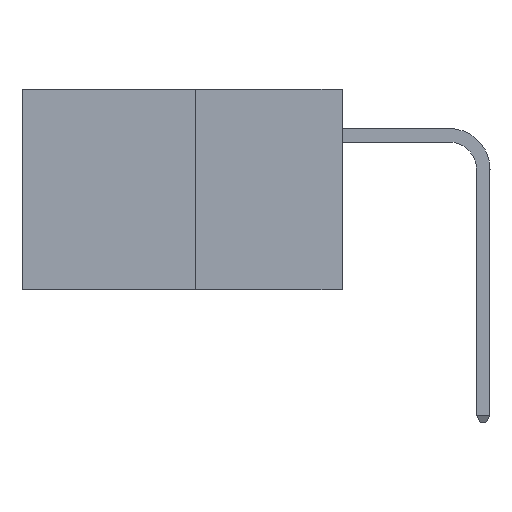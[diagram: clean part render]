
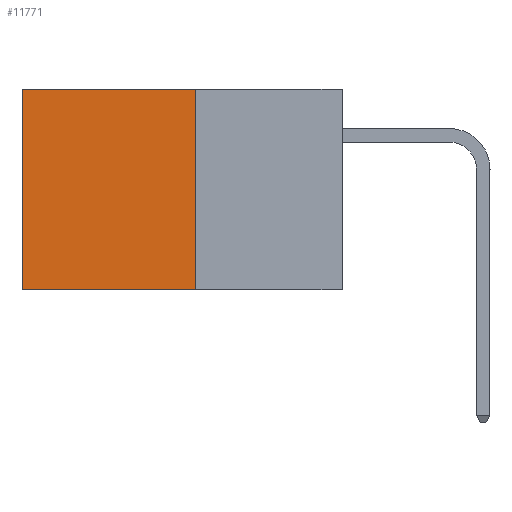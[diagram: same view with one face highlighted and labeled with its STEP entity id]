
A CAD part, left-side view. The second image highlights one B-rep face of the part: STEP entity #11771.
In plain terms, the highlighted planar face has unit normal (-1, 0, 0).
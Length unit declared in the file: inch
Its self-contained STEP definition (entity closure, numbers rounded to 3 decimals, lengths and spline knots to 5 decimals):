
#445 = CARTESIAN_POINT ( 'NONE',  ( 0.277, 0.27, -0.37 ) ) ;
#521 = CARTESIAN_POINT ( 'NONE',  ( 0.277, 0.27, 0. ) ) ;
#1077 = FACE_OUTER_BOUND ( 'NONE', #2413, .T. ) ;
#1102 = LINE ( 'NONE', #9974, #5936 ) ;
#1146 = CARTESIAN_POINT ( 'NONE',  ( 0.277, 0.59, -0.37 ) ) ;
#1325 = CARTESIAN_POINT ( 'NONE',  ( 0.277, 0.59, 0. ) ) ;
#1713 = CARTESIAN_POINT ( 'NONE',  ( 0.277, 0.59, -0.37 ) ) ;
#1999 = CARTESIAN_POINT ( 'NONE',  ( 0.277, 0.27, -0.37 ) ) ;
#2262 = LINE ( 'NONE', #1146, #12161 ) ;
#2413 = EDGE_LOOP ( 'NONE', ( #9701, #12032, #9979, #12326 ) ) ;
#3483 = AXIS2_PLACEMENT_3D ( 'NONE', #1999, #10779, #5125 ) ;
#3952 = VERTEX_POINT ( 'NONE', #445 ) ;
#4020 = VERTEX_POINT ( 'NONE', #1713 ) ;
#4097 = PLANE ( 'NONE',  #3483 ) ;
#4317 = DIRECTION ( 'NONE',  ( 0., 0., -1. ) ) ;
#5125 = DIRECTION ( 'NONE',  ( 0., 0., -1. ) ) ;
#5455 = VERTEX_POINT ( 'NONE', #521 ) ;
#5936 = VECTOR ( 'NONE', #12631, 39.37008 ) ;
#6148 = EDGE_CURVE ( 'NONE', #3952, #4020, #6816, .T. ) ;
#6504 = VECTOR ( 'NONE', #7596, 39.37008 ) ;
#6738 = VERTEX_POINT ( 'NONE', #1325 ) ;
#6816 = LINE ( 'NONE', #11335, #6504 ) ;
#7483 = DIRECTION ( 'NONE',  ( 0., 1., 0. ) ) ;
#7596 = DIRECTION ( 'NONE',  ( 0., 1., 0. ) ) ;
#8968 = EDGE_CURVE ( 'NONE', #5455, #6738, #11799, .T. ) ;
#9358 = CARTESIAN_POINT ( 'NONE',  ( 0.277, 0.27, 0. ) ) ;
#9446 = VECTOR ( 'NONE', #7483, 39.37008 ) ;
#9701 = ORIENTED_EDGE ( 'NONE', *, *, #11215, .T. ) ;
#9974 = CARTESIAN_POINT ( 'NONE',  ( 0.277, 0.27, -0.37 ) ) ;
#9979 = ORIENTED_EDGE ( 'NONE', *, *, #11107, .F. ) ;
#10779 = DIRECTION ( 'NONE',  ( 1., 0., 0. ) ) ;
#11107 = EDGE_CURVE ( 'NONE', #5455, #3952, #1102, .T. ) ;
#11215 = EDGE_CURVE ( 'NONE', #6738, #4020, #2262, .T. ) ;
#11335 = CARTESIAN_POINT ( 'NONE',  ( 0.277, 0.27, -0.37 ) ) ;
#11771 = ADVANCED_FACE ( 'NONE', ( #1077 ), #4097, .F. ) ;
#11799 = LINE ( 'NONE', #9358, #9446 ) ;
#12032 = ORIENTED_EDGE ( 'NONE', *, *, #6148, .F. ) ;
#12161 = VECTOR ( 'NONE', #4317, 39.37008 ) ;
#12326 = ORIENTED_EDGE ( 'NONE', *, *, #8968, .T. ) ;
#12631 = DIRECTION ( 'NONE',  ( 0., 0., -1. ) ) ;
